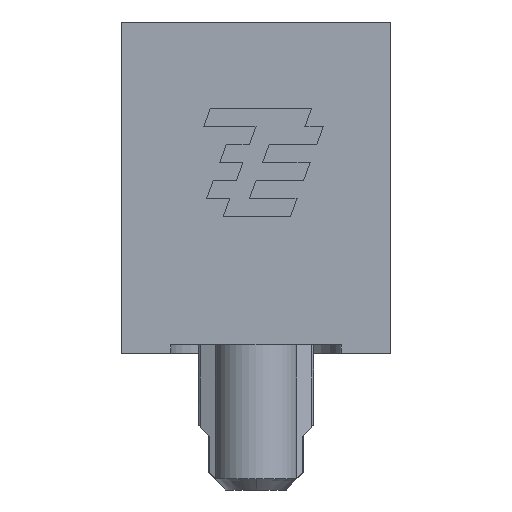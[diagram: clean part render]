
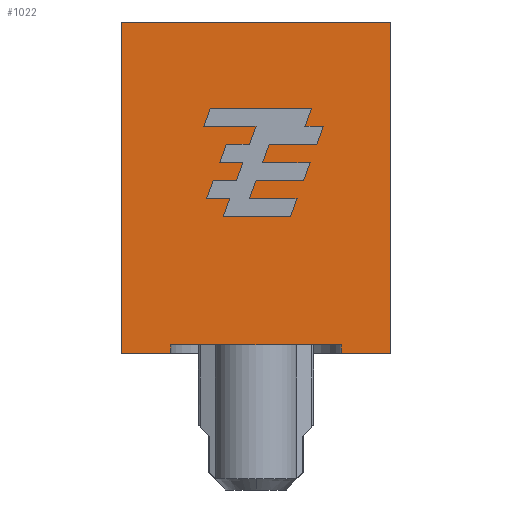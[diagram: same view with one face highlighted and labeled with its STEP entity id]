
A CAD part, left-side view. The second image highlights one B-rep face of the part: STEP entity #1022.
In plain terms, the highlighted planar face has unit normal (-1, 0, 0).
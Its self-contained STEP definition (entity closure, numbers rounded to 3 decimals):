
#584=CARTESIAN_POINT('',(-8.92,2.5,0.0));
#585=VERTEX_POINT('',#584);
#594=CARTESIAN_POINT('',(-8.92,3.95,0.0));
#595=VERTEX_POINT('',#594);
#596=CARTESIAN_POINT('',(-8.92,3.95,0.0));
#597=DIRECTION('',(0.0,-1.0,0.0));
#598=VECTOR('',#597,1.45);
#599=LINE('',#596,#598);
#600=EDGE_CURVE('',#595,#585,#599,.T.);
#609=CARTESIAN_POINT('',(-8.92,-3.95,0.0));
#610=VERTEX_POINT('',#609);
#617=CARTESIAN_POINT('',(-8.92,-2.5,0.0));
#618=VERTEX_POINT('',#617);
#619=CARTESIAN_POINT('',(-8.92,-2.5,0.0));
#620=DIRECTION('',(0.0,-1.0,0.0));
#621=VECTOR('',#620,1.45);
#622=LINE('',#619,#621);
#623=EDGE_CURVE('',#618,#610,#622,.T.);
#742=CARTESIAN_POINT('',(-8.92,3.95,9.7));
#743=VERTEX_POINT('',#742);
#750=CARTESIAN_POINT('',(-8.92,-3.95,9.7));
#751=VERTEX_POINT('',#750);
#752=CARTESIAN_POINT('',(-8.92,-3.95,9.7));
#753=DIRECTION('',(0.0,1.0,0.0));
#754=VECTOR('',#753,7.9);
#755=LINE('',#752,#754);
#756=EDGE_CURVE('',#751,#743,#755,.T.);
#778=CARTESIAN_POINT('',(-8.92,-3.95,0.0));
#779=DIRECTION('',(0.0,0.0,1.0));
#780=VECTOR('',#779,9.7);
#781=LINE('',#778,#780);
#782=EDGE_CURVE('',#610,#751,#781,.T.);
#789=CARTESIAN_POINT('',(-8.92,-4.345,-0.485));
#790=DIRECTION('',(1.0,0.0,0.0));
#791=DIRECTION('',(0.0,1.0,0.0));
#792=AXIS2_PLACEMENT_3D('',#789,#790,#791);
#793=PLANE('',#792);
#794=CARTESIAN_POINT('',(-8.92,-2.5,0.25));
#795=VERTEX_POINT('',#794);
#796=CARTESIAN_POINT('',(-8.92,-2.5,0.0));
#797=DIRECTION('',(0.0,0.0,1.0));
#798=VECTOR('',#797,0.25);
#799=LINE('',#796,#798);
#800=EDGE_CURVE('',#618,#795,#799,.T.);
#801=ORIENTED_EDGE('',*,*,#800,.F.);
#802=ORIENTED_EDGE('',*,*,#623,.T.);
#803=ORIENTED_EDGE('',*,*,#782,.T.);
#804=ORIENTED_EDGE('',*,*,#756,.T.);
#805=CARTESIAN_POINT('',(-8.92,3.95,9.7));
#806=DIRECTION('',(0.0,0.0,-1.0));
#807=VECTOR('',#806,9.7);
#808=LINE('',#805,#807);
#809=EDGE_CURVE('',#743,#595,#808,.T.);
#810=ORIENTED_EDGE('',*,*,#809,.T.);
#811=ORIENTED_EDGE('',*,*,#600,.T.);
#812=CARTESIAN_POINT('',(-8.92,2.5,0.25));
#813=VERTEX_POINT('',#812);
#814=CARTESIAN_POINT('',(-8.92,2.5,0.0));
#815=DIRECTION('',(0.0,0.0,1.0));
#816=VECTOR('',#815,0.25);
#817=LINE('',#814,#816);
#818=EDGE_CURVE('',#585,#813,#817,.T.);
#819=ORIENTED_EDGE('',*,*,#818,.T.);
#820=CARTESIAN_POINT('',(-8.92,-2.5,0.25));
#821=DIRECTION('',(0.0,1.0,0.0));
#822=VECTOR('',#821,5.0);
#823=LINE('',#820,#822);
#824=EDGE_CURVE('',#795,#813,#823,.T.);
#825=ORIENTED_EDGE('',*,*,#824,.F.);
#826=EDGE_LOOP('',(#801,#802,#803,#804,#810,#811,#819,#825));
#827=FACE_OUTER_BOUND('',#826,.T.);
#828=CARTESIAN_POINT('',(-8.92,1.061,5.586));
#829=VERTEX_POINT('',#828);
#830=CARTESIAN_POINT('',(-8.92,0.382,5.586));
#831=VERTEX_POINT('',#830);
#832=CARTESIAN_POINT('',(-8.92,1.061,5.586));
#833=DIRECTION('',(0.0,-1.0,0.0));
#834=VECTOR('',#833,0.679);
#835=LINE('',#832,#834);
#836=EDGE_CURVE('',#829,#831,#835,.T.);
#837=ORIENTED_EDGE('',*,*,#836,.F.);
#838=CARTESIAN_POINT('',(-8.92,0.868,6.114));
#839=VERTEX_POINT('',#838);
#840=CARTESIAN_POINT('',(-8.92,0.868,6.114));
#841=DIRECTION('',(0.0,0.342,-0.94));
#842=VECTOR('',#841,0.562);
#843=LINE('',#840,#842);
#844=EDGE_CURVE('',#839,#829,#843,.T.);
#845=ORIENTED_EDGE('',*,*,#844,.F.);
#846=CARTESIAN_POINT('',(-8.92,0.196,6.114));
#847=VERTEX_POINT('',#846);
#848=CARTESIAN_POINT('',(-8.92,0.196,6.114));
#849=DIRECTION('',(0.0,1.0,0.0));
#850=VECTOR('',#849,0.672);
#851=LINE('',#848,#850);
#852=EDGE_CURVE('',#847,#839,#851,.T.);
#853=ORIENTED_EDGE('',*,*,#852,.F.);
#854=CARTESIAN_POINT('',(-8.92,0.,6.641));
#855=VERTEX_POINT('',#854);
#856=CARTESIAN_POINT('',(-8.92,0.,6.641));
#857=DIRECTION('',(0.0,0.348,-0.937));
#858=VECTOR('',#857,0.562);
#859=LINE('',#856,#858);
#860=EDGE_CURVE('',#855,#847,#859,.T.);
#861=ORIENTED_EDGE('',*,*,#860,.F.);
#862=CARTESIAN_POINT('',(-8.92,1.53,6.641));
#863=VERTEX_POINT('',#862);
#864=CARTESIAN_POINT('',(-8.92,1.53,6.641));
#865=DIRECTION('',(0.0,-1.0,0.0));
#866=VECTOR('',#865,1.53);
#867=LINE('',#864,#866);
#868=EDGE_CURVE('',#863,#855,#867,.T.);
#869=ORIENTED_EDGE('',*,*,#868,.F.);
#870=CARTESIAN_POINT('',(-8.92,1.337,7.171));
#871=VERTEX_POINT('',#870);
#872=CARTESIAN_POINT('',(-8.92,1.337,7.171));
#873=DIRECTION('',(0.0,0.342,-0.94));
#874=VECTOR('',#873,0.564);
#875=LINE('',#872,#874);
#876=EDGE_CURVE('',#871,#863,#875,.T.);
#877=ORIENTED_EDGE('',*,*,#876,.F.);
#878=CARTESIAN_POINT('',(-8.92,-1.624,7.171));
#879=VERTEX_POINT('',#878);
#880=CARTESIAN_POINT('',(-8.92,-1.624,7.171));
#881=DIRECTION('',(0.0,1.0,0.0));
#882=VECTOR('',#881,2.961);
#883=LINE('',#880,#882);
#884=EDGE_CURVE('',#879,#871,#883,.T.);
#885=ORIENTED_EDGE('',*,*,#884,.F.);
#886=CARTESIAN_POINT('',(-8.92,-1.432,6.643));
#887=VERTEX_POINT('',#886);
#888=CARTESIAN_POINT('',(-8.92,-1.432,6.643));
#889=DIRECTION('',(0.0,-0.342,0.94));
#890=VECTOR('',#889,0.562);
#891=LINE('',#888,#890);
#892=EDGE_CURVE('',#887,#879,#891,.T.);
#893=ORIENTED_EDGE('',*,*,#892,.F.);
#894=CARTESIAN_POINT('',(-8.92,-1.97,6.643));
#895=VERTEX_POINT('',#894);
#896=CARTESIAN_POINT('',(-8.92,-1.97,6.643));
#897=DIRECTION('',(0.0,1.0,0.0));
#898=VECTOR('',#897,0.539);
#899=LINE('',#896,#898);
#900=EDGE_CURVE('',#895,#887,#899,.T.);
#901=ORIENTED_EDGE('',*,*,#900,.F.);
#902=CARTESIAN_POINT('',(-8.92,-1.778,6.114));
#903=VERTEX_POINT('',#902);
#904=CARTESIAN_POINT('',(-8.92,-1.778,6.114));
#905=DIRECTION('',(0.0,-0.342,0.94));
#906=VECTOR('',#905,0.562);
#907=LINE('',#904,#906);
#908=EDGE_CURVE('',#903,#895,#907,.T.);
#909=ORIENTED_EDGE('',*,*,#908,.F.);
#910=CARTESIAN_POINT('',(-8.92,-0.385,6.114));
#911=VERTEX_POINT('',#910);
#912=CARTESIAN_POINT('',(-8.92,-0.385,6.114));
#913=DIRECTION('',(0.0,-1.0,0.0));
#914=VECTOR('',#913,1.393);
#915=LINE('',#912,#914);
#916=EDGE_CURVE('',#911,#903,#915,.T.);
#917=ORIENTED_EDGE('',*,*,#916,.F.);
#918=CARTESIAN_POINT('',(-8.92,-0.192,5.586));
#919=VERTEX_POINT('',#918);
#920=CARTESIAN_POINT('',(-8.92,-0.192,5.586));
#921=DIRECTION('',(0.0,-0.342,0.94));
#922=VECTOR('',#921,0.562);
#923=LINE('',#920,#922);
#924=EDGE_CURVE('',#919,#911,#923,.T.);
#925=ORIENTED_EDGE('',*,*,#924,.F.);
#926=CARTESIAN_POINT('',(-8.92,-1.585,5.586));
#927=VERTEX_POINT('',#926);
#928=CARTESIAN_POINT('',(-8.92,-1.585,5.586));
#929=DIRECTION('',(0.0,1.0,0.0));
#930=VECTOR('',#929,1.393);
#931=LINE('',#928,#930);
#932=EDGE_CURVE('',#927,#919,#931,.T.);
#933=ORIENTED_EDGE('',*,*,#932,.F.);
#934=CARTESIAN_POINT('',(-8.92,-1.393,5.057));
#935=VERTEX_POINT('',#934);
#936=CARTESIAN_POINT('',(-8.92,-1.393,5.057));
#937=DIRECTION('',(0.0,-0.342,0.94));
#938=VECTOR('',#937,0.562);
#939=LINE('',#936,#938);
#940=EDGE_CURVE('',#935,#927,#939,.T.);
#941=ORIENTED_EDGE('',*,*,#940,.F.);
#942=CARTESIAN_POINT('',(-8.92,0.,5.057));
#943=VERTEX_POINT('',#942);
#944=CARTESIAN_POINT('',(-8.92,-1.393,5.057));
#945=DIRECTION('',(0.0,1.0,0.0));
#946=VECTOR('',#945,1.393);
#947=LINE('',#944,#946);
#948=EDGE_CURVE('',#935,#943,#947,.T.);
#949=ORIENTED_EDGE('',*,*,#948,.T.);
#950=CARTESIAN_POINT('',(-8.92,0.192,4.528));
#951=VERTEX_POINT('',#950);
#952=CARTESIAN_POINT('',(-8.92,0.192,4.528));
#953=DIRECTION('',(0.0,-0.342,0.94));
#954=VECTOR('',#953,0.562);
#955=LINE('',#952,#954);
#956=EDGE_CURVE('',#951,#943,#955,.T.);
#957=ORIENTED_EDGE('',*,*,#956,.F.);
#958=CARTESIAN_POINT('',(-8.92,-1.201,4.528));
#959=VERTEX_POINT('',#958);
#960=CARTESIAN_POINT('',(-8.92,-1.201,4.528));
#961=DIRECTION('',(0.0,1.0,0.0));
#962=VECTOR('',#961,1.393);
#963=LINE('',#960,#962);
#964=EDGE_CURVE('',#959,#951,#963,.T.);
#965=ORIENTED_EDGE('',*,*,#964,.F.);
#966=CARTESIAN_POINT('',(-8.92,-1.008,4.0));
#967=VERTEX_POINT('',#966);
#968=CARTESIAN_POINT('',(-8.92,-1.008,4.0));
#969=DIRECTION('',(0.0,-0.342,0.94));
#970=VECTOR('',#969,0.562);
#971=LINE('',#968,#970);
#972=EDGE_CURVE('',#967,#959,#971,.T.);
#973=ORIENTED_EDGE('',*,*,#972,.F.);
#974=CARTESIAN_POINT('',(-8.92,0.959,4.0));
#975=VERTEX_POINT('',#974);
#976=CARTESIAN_POINT('',(-8.92,-1.008,4.0));
#977=DIRECTION('',(0.0,1.0,0.0));
#978=VECTOR('',#977,1.967);
#979=LINE('',#976,#978);
#980=EDGE_CURVE('',#967,#975,#979,.T.);
#981=ORIENTED_EDGE('',*,*,#980,.T.);
#982=CARTESIAN_POINT('',(-8.92,0.766,4.528));
#983=VERTEX_POINT('',#982);
#984=CARTESIAN_POINT('',(-8.92,0.766,4.528));
#985=DIRECTION('',(0.0,0.342,-0.94));
#986=VECTOR('',#985,0.562);
#987=LINE('',#984,#986);
#988=EDGE_CURVE('',#983,#975,#987,.T.);
#989=ORIENTED_EDGE('',*,*,#988,.F.);
#990=CARTESIAN_POINT('',(-8.92,1.445,4.528));
#991=VERTEX_POINT('',#990);
#992=CARTESIAN_POINT('',(-8.92,1.445,4.528));
#993=DIRECTION('',(0.0,-1.0,0.0));
#994=VECTOR('',#993,0.679);
#995=LINE('',#992,#994);
#996=EDGE_CURVE('',#991,#983,#995,.T.);
#997=ORIENTED_EDGE('',*,*,#996,.F.);
#998=CARTESIAN_POINT('',(-8.92,1.253,5.057));
#999=VERTEX_POINT('',#998);
#1000=CARTESIAN_POINT('',(-8.92,1.253,5.057));
#1001=DIRECTION('',(0.0,0.342,-0.94));
#1002=VECTOR('',#1001,0.562);
#1003=LINE('',#1000,#1002);
#1004=EDGE_CURVE('',#999,#991,#1003,.T.);
#1005=ORIENTED_EDGE('',*,*,#1004,.F.);
#1006=CARTESIAN_POINT('',(-8.92,0.574,5.057));
#1007=VERTEX_POINT('',#1006);
#1008=CARTESIAN_POINT('',(-8.92,0.574,5.057));
#1009=DIRECTION('',(0.0,1.0,0.0));
#1010=VECTOR('',#1009,0.679);
#1011=LINE('',#1008,#1010);
#1012=EDGE_CURVE('',#1007,#999,#1011,.T.);
#1013=ORIENTED_EDGE('',*,*,#1012,.F.);
#1014=CARTESIAN_POINT('',(-8.92,0.382,5.586));
#1015=DIRECTION('',(0.0,0.342,-0.94));
#1016=VECTOR('',#1015,0.562);
#1017=LINE('',#1014,#1016);
#1018=EDGE_CURVE('',#831,#1007,#1017,.T.);
#1019=ORIENTED_EDGE('',*,*,#1018,.F.);
#1020=EDGE_LOOP('',(#837,#845,#853,#861,#869,#877,#885,#893,#901,#909,#917,#925,#933,#941,#949,#957,#965,#973,#981,#989,#997,#1005,#1013,#1019));
#1021=FACE_BOUND('',#1020,.T.);
#1022=ADVANCED_FACE('',(#827,#1021),#793,.F.);
